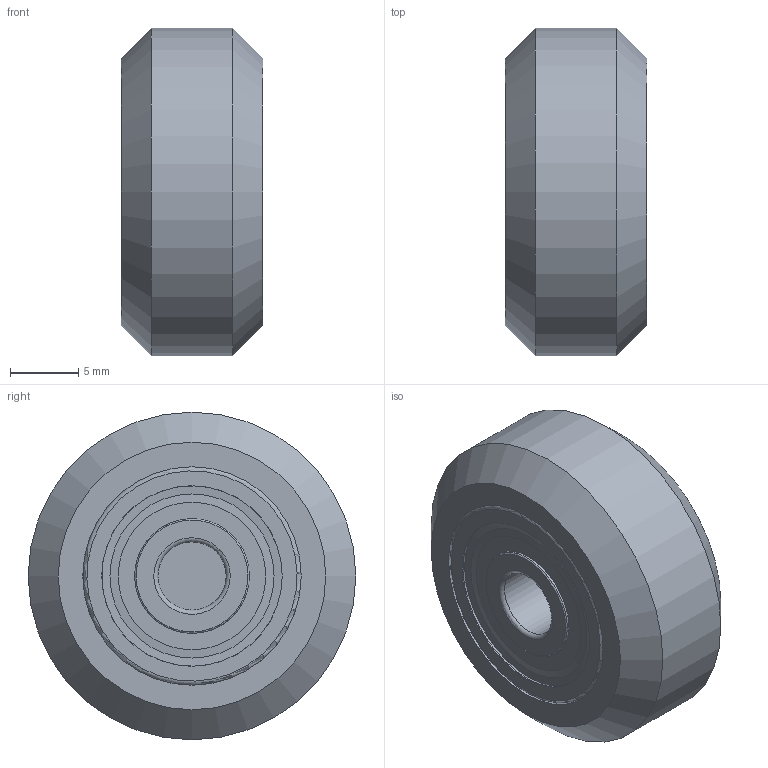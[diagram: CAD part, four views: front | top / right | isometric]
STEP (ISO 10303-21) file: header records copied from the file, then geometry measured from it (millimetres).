
FILE_DESCRIPTION(/* description */ (''),/* implementation_level */ '2;1');
FILE_NAME(/* name */ 'nylon-pulley-wheel-625zz.step',/* time_stamp */ '2024-02-21T22:24:35-03:00',/* author */ (''),/* organization */ (''),/* preprocessor_version */ 'ST-DEVELOPER v20',/* originating_system */ 'Autodesk Translation Framework v12.20.1.177',/* authorisation */ '');
FILE_SCHEMA (('AUTOMOTIVE_DESIGN { 1 0 10303 214 3 1 1 }'));
Length unit declared in the file: millimetre
Products named in the file (4): ROLDANA V DE NYLON; SKF_625_2Z v1; Roldana V Nylon; SKF_625_2Z v1 (1)
Assembly tree (3 placements, depth 2):
  ROLDANA V DE NYLON
    SKF_625_2Z v1
    Roldana V Nylon
    SKF_625_2Z v1 (1)
Bounding box: 10.4 x 24 x 24 mm (x, y, z)
Volume: 4166.9 mm3; surface area: 4604.1 mm2
Topology: 21 solids, 21 shells, 105 faces, 255 edges, 170 vertices
Faces by surface type: cylinder 27, cone 22, plane 20, torus 20, sphere 16
Full cylindrical faces by diameter (mm): 5 x2, 8.4 x8, 12 x4, 13.22 x8, 16 x4, 24 x1
Entity records: 3909 total; most frequent: CARTESIAN_POINT 1177, DIRECTION 609, ORIENTED_EDGE 446, AXIS2_PLACEMENT_3D 280, EDGE_CURVE 223, VERTEX_POINT 170, CIRCLE 168, EDGE_LOOP 123
